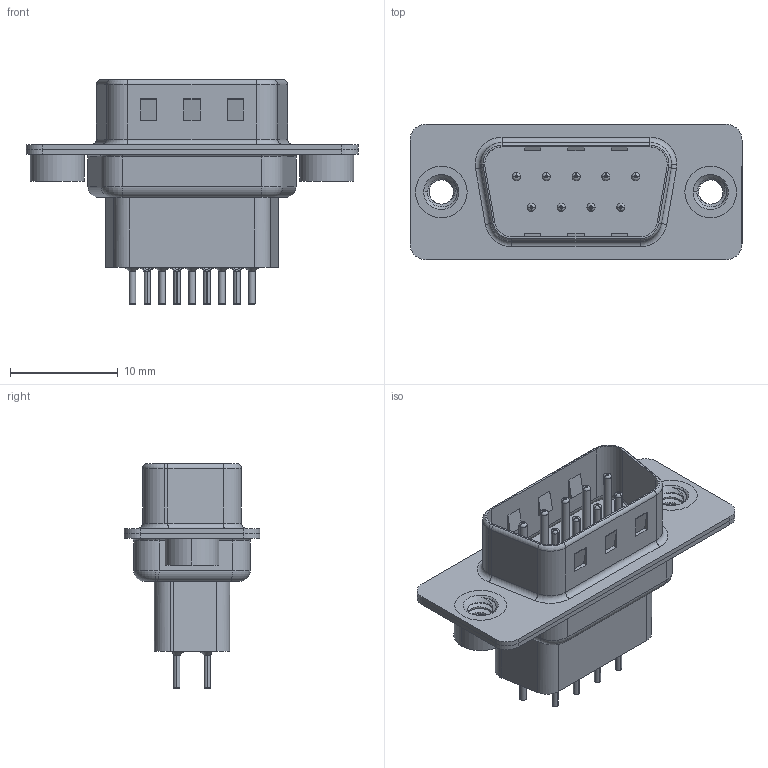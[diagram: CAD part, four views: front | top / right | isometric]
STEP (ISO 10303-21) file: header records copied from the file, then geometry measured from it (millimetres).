
FILE_DESCRIPTION (( 'STEP AP203' ), '1' );
FILE_NAME ('627-009-221-052.STEP', '2020-07-13T22:46:01', ( '' ), ( '' ), 'SwSTEP 2.0', 'SolidWorks 2020', '' );
FILE_SCHEMA (( 'CONFIG_CONTROL_DESIGN' ));
Length unit declared in the file: millimetre
Products named in the file (7): 627 Shell Front_09 Contacts; 627 4-40 Threaded Rivet; 627-009-221-052; 627 Contact Row 2_21H; 627 Shell Rear_09 Contacts; 627 Housing_09 HP; 627 Contact Row 1_21H
Assembly tree (14 placements, depth 2):
  627-009-221-052
    627 Housing_09 HP
    627 Shell Front_09 Contacts
    627 Shell Rear_09 Contacts
    627 Contact Row 1_21H  x5
    627 Contact Row 2_21H  x4
    627 4-40 Threaded Rivet  x2
Bounding box: 30.8 x 12.6 x 20.8 mm (x, y, z)
Volume: 1767.1 mm3; surface area: 4688.4 mm2
Topology: 14 solids, 14 shells, 1182 faces, 3033 edges, 1899 vertices
Faces by surface type: cylinder 460, plane 323, torus 293, cone 100, bspline 6
Entity records: 18527 total; most frequent: CARTESIAN_POINT 4720, DIRECTION 2888, ORIENTED_EDGE 2606, EDGE_CURVE 1303, AXIS2_PLACEMENT_3D 1159, VERTEX_POINT 821, CIRCLE 624, EDGE_LOOP 592
